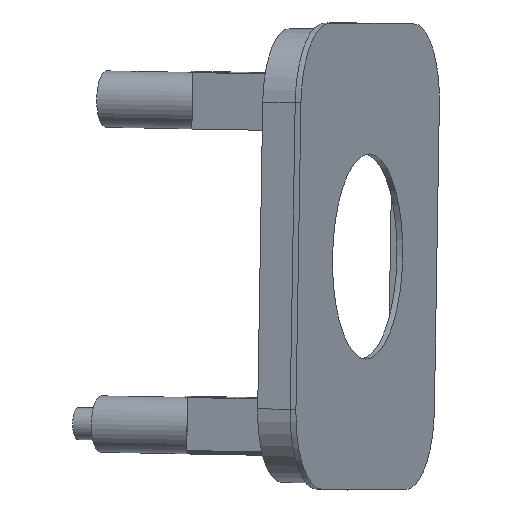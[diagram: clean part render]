
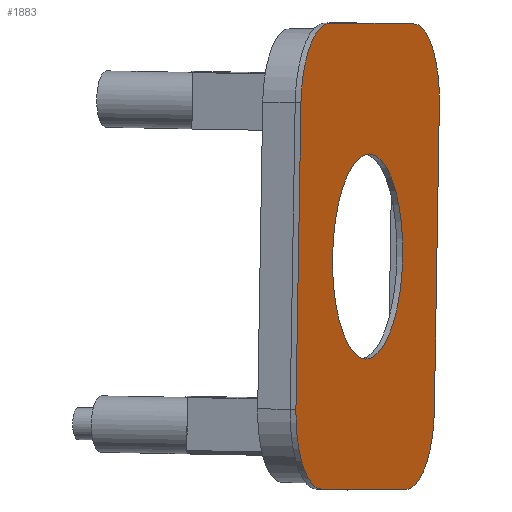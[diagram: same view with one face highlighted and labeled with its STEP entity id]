
A CAD part, top view. The second image highlights one B-rep face of the part: STEP entity #1883.
In plain terms, the highlighted planar face has unit normal (0.94, -0.018, 0.342).
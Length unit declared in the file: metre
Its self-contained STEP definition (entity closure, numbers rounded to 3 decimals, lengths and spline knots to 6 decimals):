
#83=CIRCLE('',#2039,0.0065);
#84=CIRCLE('',#2042,0.0065);
#85=CIRCLE('',#2045,0.0065);
#86=CIRCLE('',#2048,0.0065);
#87=CIRCLE('',#2050,0.008363);
#280=ORIENTED_EDGE('',*,*,#808,.F.);
#281=ORIENTED_EDGE('',*,*,#793,.F.);
#282=ORIENTED_EDGE('',*,*,#796,.T.);
#283=ORIENTED_EDGE('',*,*,#798,.F.);
#284=ORIENTED_EDGE('',*,*,#800,.T.);
#285=ORIENTED_EDGE('',*,*,#802,.T.);
#286=ORIENTED_EDGE('',*,*,#804,.T.);
#287=ORIENTED_EDGE('',*,*,#806,.T.);
#288=ORIENTED_EDGE('',*,*,#807,.T.);
#793=EDGE_CURVE('',#1057,#1058,#1205,.T.);
#796=EDGE_CURVE('',#1057,#1059,#83,.T.);
#798=EDGE_CURVE('',#1060,#1059,#1209,.T.);
#800=EDGE_CURVE('',#1060,#1061,#84,.T.);
#802=EDGE_CURVE('',#1061,#1062,#1212,.T.);
#804=EDGE_CURVE('',#1062,#1063,#85,.T.);
#806=EDGE_CURVE('',#1063,#1064,#1215,.T.);
#807=EDGE_CURVE('',#1064,#1058,#86,.T.);
#808=EDGE_CURVE('',#1065,#1065,#87,.T.);
#1057=VERTEX_POINT('',#2930);
#1058=VERTEX_POINT('',#2932);
#1059=VERTEX_POINT('',#2936);
#1060=VERTEX_POINT('',#2940);
#1061=VERTEX_POINT('',#2944);
#1062=VERTEX_POINT('',#2948);
#1063=VERTEX_POINT('',#2952);
#1064=VERTEX_POINT('',#2956);
#1065=VERTEX_POINT('',#2962);
#1205=LINE('',#2931,#1380);
#1209=LINE('',#2941,#1384);
#1212=LINE('',#2949,#1387);
#1215=LINE('',#2957,#1390);
#1380=VECTOR('',#2319,1.);
#1384=VECTOR('',#2329,1.);
#1387=VECTOR('',#2338,1.);
#1390=VECTOR('',#2347,1.);
#1528=EDGE_LOOP('',(#280));
#1529=EDGE_LOOP('',(#281,#282,#283,#284,#285,#286,#287,#288));
#1671=FACE_BOUND('',#1528,.T.);
#1672=FACE_BOUND('',#1529,.T.);
#1800=PLANE('',#2049);
#1883=ADVANCED_FACE('',(#1671,#1672),#1800,.T.);
#2039=AXIS2_PLACEMENT_3D('',#2937,#2324,#2325);
#2042=AXIS2_PLACEMENT_3D('',#2945,#2333,#2334);
#2045=AXIS2_PLACEMENT_3D('',#2953,#2342,#2343);
#2048=AXIS2_PLACEMENT_3D('',#2959,#2350,#2351);
#2049=AXIS2_PLACEMENT_3D('',#2960,#2352,#2353);
#2050=AXIS2_PLACEMENT_3D('',#2961,#2354,#2355);
#2319=DIRECTION('',(0.342,0.,-0.94));
#2324=DIRECTION('',(0.94,-0.017,0.342));
#2325=DIRECTION('',(-0.016,-1.,-0.006));
#2329=DIRECTION('',(0.016,1.,0.006));
#2333=DIRECTION('',(0.94,-0.017,0.342));
#2334=DIRECTION('',(-0.016,-1.,-0.006));
#2338=DIRECTION('',(0.342,0.,-0.94));
#2342=DIRECTION('',(0.94,-0.017,0.342));
#2343=DIRECTION('',(-0.016,-1.,-0.006));
#2347=DIRECTION('',(0.016,1.,0.006));
#2350=DIRECTION('',(0.94,-0.017,0.342));
#2351=DIRECTION('',(-0.016,-1.,-0.006));
#2352=DIRECTION('',(0.94,-0.017,0.342));
#2353=DIRECTION('',(-0.016,-1.,-0.006));
#2354=DIRECTION('',(0.94,-0.017,0.342));
#2355=DIRECTION('',(-0.016,-1.,-0.006));
#2930=CARTESIAN_POINT('',(0.028914,-0.014967,0.030744));
#2931=CARTESIAN_POINT('',(0.032334,-0.014967,0.021347));
#2932=CARTESIAN_POINT('',(0.035754,-0.014967,0.01195));
#2936=CARTESIAN_POINT('',(0.026584,-0.021466,0.036813));
#2937=CARTESIAN_POINT('',(0.028807,-0.021466,0.030705));
#2940=CARTESIAN_POINT('',(0.026174,-0.046462,0.036664));
#2941=CARTESIAN_POINT('',(0.026379,-0.033964,0.036739));
#2944=CARTESIAN_POINT('',(0.02829,-0.052961,0.030517));
#2945=CARTESIAN_POINT('',(0.028397,-0.046462,0.030556));
#2948=CARTESIAN_POINT('',(0.035131,-0.052961,0.011723));
#2949=CARTESIAN_POINT('',(0.031711,-0.052961,0.02112));
#2952=CARTESIAN_POINT('',(0.037461,-0.046462,0.005654));
#2953=CARTESIAN_POINT('',(0.035237,-0.046462,0.011762));
#2956=CARTESIAN_POINT('',(0.037871,-0.021466,0.005803));
#2957=CARTESIAN_POINT('',(0.037666,-0.033964,0.005729));
#2959=CARTESIAN_POINT('',(0.035647,-0.021466,0.011911));
#2960=CARTESIAN_POINT('',(0.032022,-0.033964,0.021234));
#2961=CARTESIAN_POINT('',(0.032022,-0.033964,0.021234));
#2962=CARTESIAN_POINT('',(0.031885,-0.042325,0.021184));
